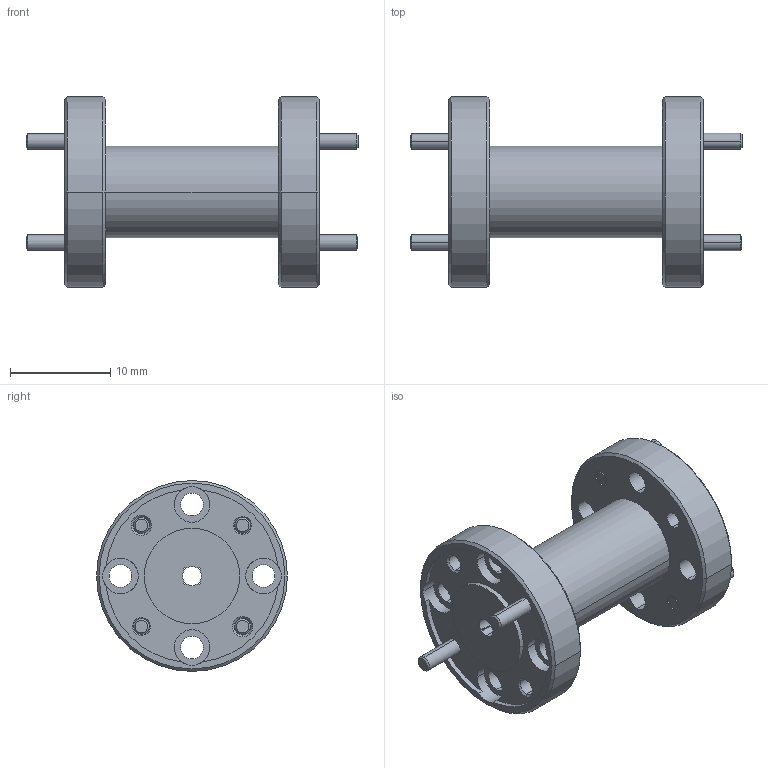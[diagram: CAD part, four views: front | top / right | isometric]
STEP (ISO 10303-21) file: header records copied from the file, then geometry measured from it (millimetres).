
FILE_DESCRIPTION (( 'STEP AP203' ), '1' );
FILE_NAME ('DMAS-075-111-A1.STEP', '2022-07-05T19:07:41', ( '' ), ( '' ), 'SwSTEP 2.0', 'SolidWorks 2021', '' );
FILE_SCHEMA (( 'CONFIG_CONTROL_DESIGN' ));
Length unit declared in the file: inch
Products named in the file (3): DMAS-075-312-A1; PHW-DPXXXX-Y_PHW-DP0631-W; DMAS-075-111-A1
Assembly tree (5 placements, depth 2):
  DMAS-075-111-A1
    DMAS-075-312-A1
    PHW-DPXXXX-Y_PHW-DP0631-W  x4
Bounding box: 33.15 x 19.05 x 19.05 mm (x, y, z)
Volume: 3041.9 mm3; surface area: 2664.3 mm2
Topology: 5 solids, 5 shells, 155 faces, 377 edges, 238 vertices
Faces by surface type: cylinder 79, cone 40, plane 36
Entity records: 4510 total; most frequent: DIRECTION 803, CARTESIAN_POINT 688, ORIENTED_EDGE 670, EDGE_CURVE 335, AXIS2_PLACEMENT_3D 329, VERTEX_POINT 214, CIRCLE 190, EDGE_LOOP 171
